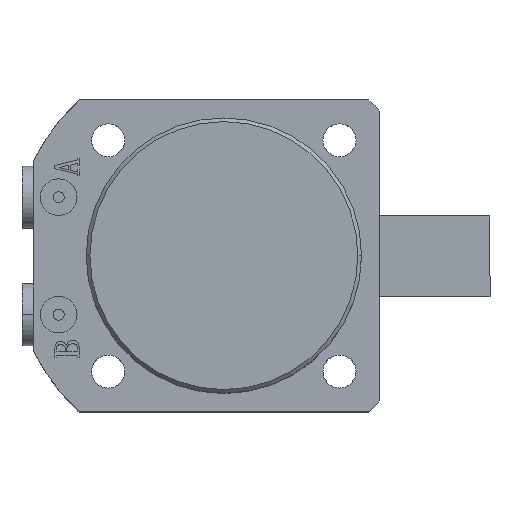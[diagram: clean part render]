
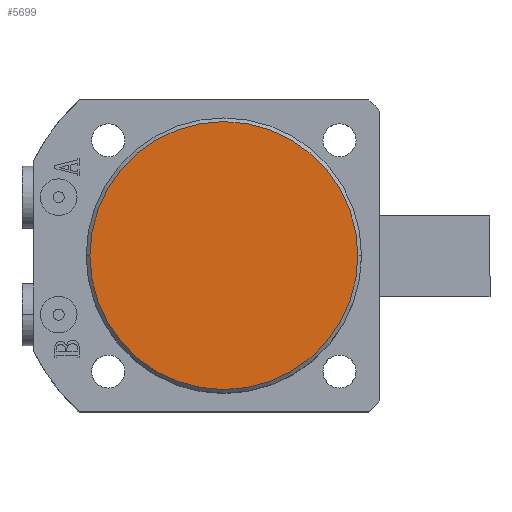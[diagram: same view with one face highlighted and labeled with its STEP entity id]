
A CAD part, top view. The second image highlights one B-rep face of the part: STEP entity #5699.
In plain terms, the highlighted planar face has unit normal (0, 0, 1).
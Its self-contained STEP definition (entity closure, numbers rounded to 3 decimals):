
#178 = VERTEX_POINT ( 'NONE', #2218 ) ;
#181 = VERTEX_POINT ( 'NONE', #2319 ) ;
#349 = EDGE_LOOP ( 'NONE', ( #10484, #10483 ) ) ;
#803 = CIRCLE ( 'NONE', #9774, 36.5 ) ;
#2218 = CARTESIAN_POINT ( 'NONE',  ( 36.5, 0., 84. ) ) ;
#2319 = CARTESIAN_POINT ( 'NONE',  ( -36.5, 0., 84. ) ) ;
#2534 = EDGE_CURVE ( 'NONE', #181, #178, #803, .T. ) ;
#5699 = ADVANCED_FACE ( 'NONE', ( #8408 ), #8139, .T. ) ;
#7489 = CIRCLE ( 'NONE', #10141, 36.5 ) ;
#8135 = CARTESIAN_POINT ( 'NONE',  ( 0., 0., 84. ) ) ;
#8139 = PLANE ( 'NONE',  #9832 ) ;
#8141 = DIRECTION ( 'NONE',  ( 0., 0., 1. ) ) ;
#8142 = DIRECTION ( 'NONE',  ( 1., 0., 0. ) ) ;
#8408 = FACE_OUTER_BOUND ( 'NONE', #349, .T. ) ;
#9355 = CARTESIAN_POINT ( 'NONE',  ( 0., 0., 84. ) ) ;
#9356 = DIRECTION ( 'NONE',  ( 0., 0., 1. ) ) ;
#9357 = DIRECTION ( 'NONE',  ( 1., 0., 0. ) ) ;
#9505 = EDGE_CURVE ( 'NONE', #178, #181, #7489, .T. ) ;
#9774 = AXIS2_PLACEMENT_3D ( 'NONE', #10224, #10222, #10223 ) ;
#9832 = AXIS2_PLACEMENT_3D ( 'NONE', #8135, #8141, #8142 ) ;
#10141 = AXIS2_PLACEMENT_3D ( 'NONE', #9355, #9356, #9357 ) ;
#10222 = DIRECTION ( 'NONE',  ( 0., 0., 1. ) ) ;
#10223 = DIRECTION ( 'NONE',  ( 1., 0., 0. ) ) ;
#10224 = CARTESIAN_POINT ( 'NONE',  ( 0., 0., 84. ) ) ;
#10483 = ORIENTED_EDGE ( 'NONE', *, *, #9505, .T. ) ;
#10484 = ORIENTED_EDGE ( 'NONE', *, *, #2534, .T. ) ;
